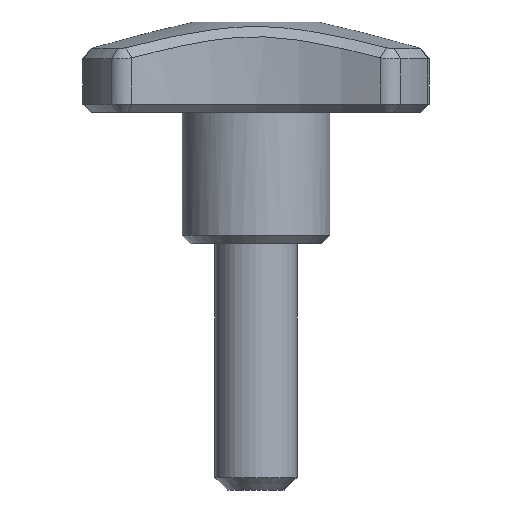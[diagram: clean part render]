
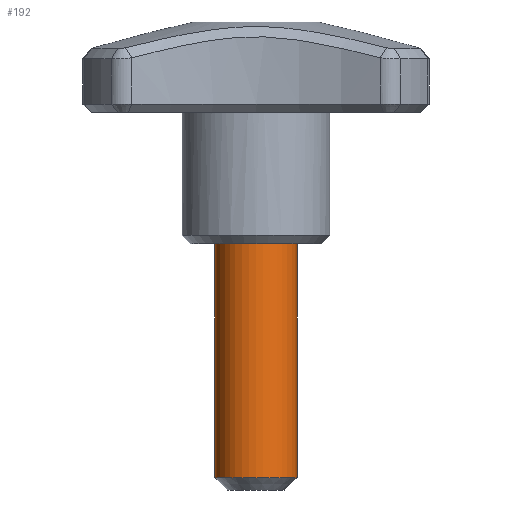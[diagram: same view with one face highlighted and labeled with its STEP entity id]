
A CAD part, front view. The second image highlights one B-rep face of the part: STEP entity #192.
In plain terms, the highlighted cylindrical face has radius 5 mm (diameter 10 mm), a full revolution.
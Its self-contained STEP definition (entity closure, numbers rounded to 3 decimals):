
#192 = ADVANCED_FACE( '', ( #390, #391 ), #392, .T. );
#390 = FACE_OUTER_BOUND( '', #668, .T. );
#391 = FACE_OUTER_BOUND( '', #669, .T. );
#392 = CYLINDRICAL_SURFACE( '', #670, 5. );
#668 = EDGE_LOOP( '', ( #1147 ) );
#669 = EDGE_LOOP( '', ( #1148 ) );
#670 = AXIS2_PLACEMENT_3D( '', #1149, #1150, #1151 );
#1147 = ORIENTED_EDGE( '', *, *, #1298, .T. );
#1148 = ORIENTED_EDGE( '', *, *, #1353, .T. );
#1149 = CARTESIAN_POINT( '', ( 0., 0., -30. ) );
#1150 = DIRECTION( '', ( 0., 0., -1. ) );
#1151 = DIRECTION( '', ( 1., 0., 0. ) );
#1298 = EDGE_CURVE( '', #1550, #1550, #1551, .F. );
#1353 = EDGE_CURVE( '', #1621, #1621, #1622, .F. );
#1550 = VERTEX_POINT( '', #2003 );
#1551 = CIRCLE( '', #2004, 5. );
#1621 = VERTEX_POINT( '', #2301 );
#1622 = CIRCLE( '', #2302, 5. );
#2003 = CARTESIAN_POINT( '', ( -5., 0., -28.5 ) );
#2004 = AXIS2_PLACEMENT_3D( '', #2500, #2501, #2502 );
#2301 = CARTESIAN_POINT( '', ( 5., 0., 0. ) );
#2302 = AXIS2_PLACEMENT_3D( '', #2549, #2550, #2551 );
#2500 = CARTESIAN_POINT( '', ( 0., 0., -28.5 ) );
#2501 = DIRECTION( '', ( 0., 0., -1. ) );
#2502 = DIRECTION( '', ( -1., 0., 0. ) );
#2549 = CARTESIAN_POINT( '', ( 0., 0., 0. ) );
#2550 = DIRECTION( '', ( 0., 0., 1. ) );
#2551 = DIRECTION( '', ( 1., 0., 0. ) );
